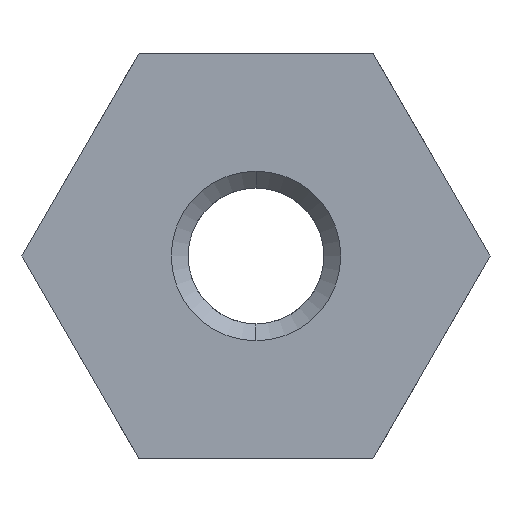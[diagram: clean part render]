
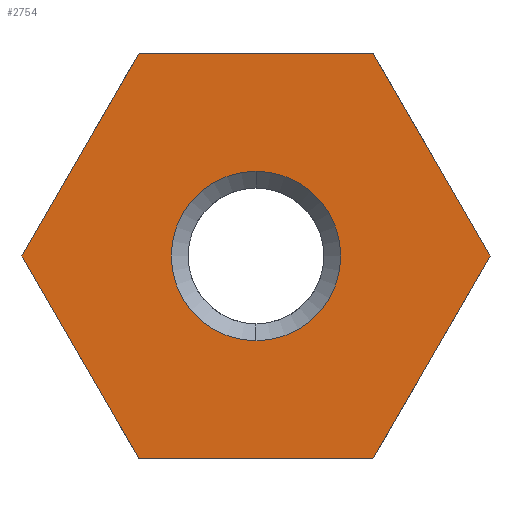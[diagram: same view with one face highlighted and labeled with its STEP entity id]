
A CAD part, front view. The second image highlights one B-rep face of the part: STEP entity #2754.
In plain terms, the highlighted planar face has unit normal (0, -1, 0).
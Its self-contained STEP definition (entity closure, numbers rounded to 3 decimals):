
#40 = VERTEX_POINT ( 'NONE', #166 ) ;
#73 = CARTESIAN_POINT ( 'NONE',  ( 3.464, 0., -6. ) ) ;
#97 = CARTESIAN_POINT ( 'NONE',  ( -3.464, 0., -6. ) ) ;
#101 = CARTESIAN_POINT ( 'NONE',  ( 0., 0., 0. ) ) ;
#121 = CARTESIAN_POINT ( 'NONE',  ( 3.464, 0., -6. ) ) ;
#137 = ORIENTED_EDGE ( 'NONE', *, *, #323, .F. ) ;
#166 = CARTESIAN_POINT ( 'NONE',  ( 0., 0., -2.51 ) ) ;
#199 = DIRECTION ( 'NONE',  ( 0., 0., 1. ) ) ;
#248 = CARTESIAN_POINT ( 'NONE',  ( 6.928, 0., 0. ) ) ;
#255 = DIRECTION ( 'NONE',  ( 0., 1., 0. ) ) ;
#319 = DIRECTION ( 'NONE',  ( -1., 0., 0. ) ) ;
#323 = EDGE_CURVE ( 'NONE', #717, #3329, #3668, .T. ) ;
#327 = AXIS2_PLACEMENT_3D ( 'NONE', #2623, #587, #2705 ) ;
#401 = EDGE_CURVE ( 'NONE', #2681, #758, #3686, .T. ) ;
#404 = DIRECTION ( 'NONE',  ( 0.5, 0., 0.866 ) ) ;
#546 = CARTESIAN_POINT ( 'NONE',  ( -6.928, 0., 0. ) ) ;
#587 = DIRECTION ( 'NONE',  ( 0., 1., 0. ) ) ;
#647 = CARTESIAN_POINT ( 'NONE',  ( -3.464, 0., 6. ) ) ;
#717 = VERTEX_POINT ( 'NONE', #121 ) ;
#758 = VERTEX_POINT ( 'NONE', #1132 ) ;
#762 = CIRCLE ( 'NONE', #2959, 2.51 ) ;
#832 = CARTESIAN_POINT ( 'NONE',  ( 3.464, 0., 6. ) ) ;
#892 = LINE ( 'NONE', #832, #3144 ) ;
#974 = LINE ( 'NONE', #1173, #2708 ) ;
#975 = ORIENTED_EDGE ( 'NONE', *, *, #3849, .T. ) ;
#981 = ORIENTED_EDGE ( 'NONE', *, *, #2240, .F. ) ;
#1076 = VECTOR ( 'NONE', #3526, 1000. ) ;
#1078 = EDGE_LOOP ( 'NONE', ( #975, #2269 ) ) ;
#1132 = CARTESIAN_POINT ( 'NONE',  ( 3.464, 0., 6. ) ) ;
#1167 = DIRECTION ( 'NONE',  ( 0.5, 0., -0.866 ) ) ;
#1173 = CARTESIAN_POINT ( 'NONE',  ( -6.928, 0., 0. ) ) ;
#1236 = CARTESIAN_POINT ( 'NONE',  ( -3.464, 0., 6. ) ) ;
#1308 = DIRECTION ( 'NONE',  ( 0., 0., 1. ) ) ;
#1381 = EDGE_CURVE ( 'NONE', #3019, #717, #2014, .T. ) ;
#1422 = CARTESIAN_POINT ( 'NONE',  ( 0., 0., 2.51 ) ) ;
#1488 = VECTOR ( 'NONE', #319, 1000. ) ;
#1621 = ORIENTED_EDGE ( 'NONE', *, *, #1381, .F. ) ;
#1698 = AXIS2_PLACEMENT_3D ( 'NONE', #1707, #255, #199 ) ;
#1707 = CARTESIAN_POINT ( 'NONE',  ( 0., 0., 0. ) ) ;
#1856 = DIRECTION ( 'NONE',  ( 0., 1., 0. ) ) ;
#1859 = ORIENTED_EDGE ( 'NONE', *, *, #3158, .F. ) ;
#1993 = VECTOR ( 'NONE', #2979, 1000. ) ;
#2007 = EDGE_CURVE ( 'NONE', #2206, #40, #762, .T. ) ;
#2014 = LINE ( 'NONE', #248, #1993 ) ;
#2059 = ORIENTED_EDGE ( 'NONE', *, *, #401, .F. ) ;
#2099 = CARTESIAN_POINT ( 'NONE',  ( -3.464, 0., -6. ) ) ;
#2206 = VERTEX_POINT ( 'NONE', #1422 ) ;
#2240 = EDGE_CURVE ( 'NONE', #758, #3019, #892, .T. ) ;
#2269 = ORIENTED_EDGE ( 'NONE', *, *, #2007, .T. ) ;
#2623 = CARTESIAN_POINT ( 'NONE',  ( 0., 0., 0. ) ) ;
#2641 = CIRCLE ( 'NONE', #327, 2.51 ) ;
#2681 = VERTEX_POINT ( 'NONE', #1236 ) ;
#2705 = DIRECTION ( 'NONE',  ( 0., 0., 1. ) ) ;
#2708 = VECTOR ( 'NONE', #404, 1000. ) ;
#2754 = ADVANCED_FACE ( 'NONE', ( #2889, #3822 ), #3861, .F. ) ;
#2889 = FACE_BOUND ( 'NONE', #1078, .T. ) ;
#2902 = ORIENTED_EDGE ( 'NONE', *, *, #3793, .F. ) ;
#2936 = VECTOR ( 'NONE', #3394, 1000. ) ;
#2959 = AXIS2_PLACEMENT_3D ( 'NONE', #101, #1856, #1308 ) ;
#2964 = LINE ( 'NONE', #2099, #1076 ) ;
#2979 = DIRECTION ( 'NONE',  ( -0.5, 0., -0.866 ) ) ;
#3019 = VERTEX_POINT ( 'NONE', #3623 ) ;
#3144 = VECTOR ( 'NONE', #1167, 1000. ) ;
#3158 = EDGE_CURVE ( 'NONE', #3760, #2681, #974, .T. ) ;
#3329 = VERTEX_POINT ( 'NONE', #97 ) ;
#3394 = DIRECTION ( 'NONE',  ( 1., 0., 0. ) ) ;
#3526 = DIRECTION ( 'NONE',  ( -0.5, 0., 0.866 ) ) ;
#3623 = CARTESIAN_POINT ( 'NONE',  ( 6.928, 0., 0. ) ) ;
#3668 = LINE ( 'NONE', #73, #1488 ) ;
#3686 = LINE ( 'NONE', #647, #2936 ) ;
#3722 = EDGE_LOOP ( 'NONE', ( #1859, #2902, #137, #1621, #981, #2059 ) ) ;
#3760 = VERTEX_POINT ( 'NONE', #546 ) ;
#3793 = EDGE_CURVE ( 'NONE', #3329, #3760, #2964, .T. ) ;
#3822 = FACE_OUTER_BOUND ( 'NONE', #3722, .T. ) ;
#3849 = EDGE_CURVE ( 'NONE', #40, #2206, #2641, .T. ) ;
#3861 = PLANE ( 'NONE',  #1698 ) ;
